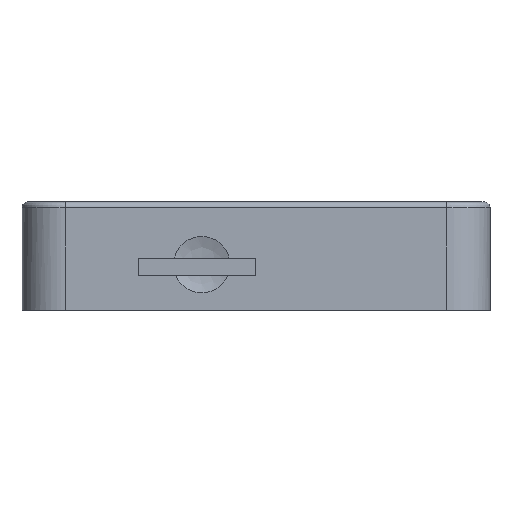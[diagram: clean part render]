
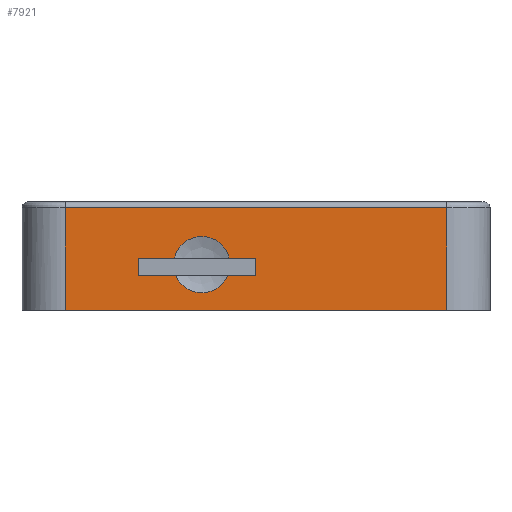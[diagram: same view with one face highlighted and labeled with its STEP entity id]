
A CAD part, front view. The second image highlights one B-rep face of the part: STEP entity #7921.
In plain terms, the highlighted planar face has unit normal (0, -1, 0).
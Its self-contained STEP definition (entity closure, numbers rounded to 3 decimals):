
#277=CIRCLE('',#8368,3.25);
#278=CIRCLE('',#8369,3.25);
#384=FACE_BOUND('',#1069,.T.);
#622=FACE_OUTER_BOUND('',#1068,.T.);
#1068=EDGE_LOOP('',(#6644,#6645,#6646,#6647));
#1069=EDGE_LOOP('',(#6648,#6649,#6650,#6651,#6652,#6653,#6654,#6655));
#1792=LINE('',#11552,#2750);
#2005=LINE('',#12547,#2963);
#2006=LINE('',#12548,#2964);
#2007=LINE('',#12549,#2965);
#2008=LINE('',#12552,#2966);
#2009=LINE('',#12554,#2967);
#2010=LINE('',#12556,#2968);
#2011=LINE('',#12560,#2969);
#2012=LINE('',#12562,#2970);
#2013=LINE('',#12564,#2971);
#2750=VECTOR('',#9427,10.);
#2963=VECTOR('',#9800,10.);
#2964=VECTOR('',#9801,10.);
#2965=VECTOR('',#9802,10.);
#2966=VECTOR('',#9803,10.);
#2967=VECTOR('',#9804,10.);
#2968=VECTOR('',#9805,10.);
#2969=VECTOR('',#9808,10.);
#2970=VECTOR('',#9809,10.);
#2971=VECTOR('',#9810,10.);
#3573=VERTEX_POINT('',#11504);
#3574=VERTEX_POINT('',#11551);
#3837=VERTEX_POINT('',#12545);
#3838=VERTEX_POINT('',#12546);
#3839=VERTEX_POINT('',#12550);
#3840=VERTEX_POINT('',#12551);
#3841=VERTEX_POINT('',#12553);
#3842=VERTEX_POINT('',#12555);
#3843=VERTEX_POINT('',#12557);
#3844=VERTEX_POINT('',#12559);
#3845=VERTEX_POINT('',#12561);
#3846=VERTEX_POINT('',#12563);
#4524=EDGE_CURVE('',#3574,#3573,#1792,.T.);
#4855=EDGE_CURVE('',#3837,#3838,#2005,.T.);
#4856=EDGE_CURVE('',#3574,#3837,#2006,.T.);
#4857=EDGE_CURVE('',#3838,#3573,#2007,.F.);
#4858=EDGE_CURVE('',#3839,#3840,#2008,.T.);
#4859=EDGE_CURVE('',#3840,#3841,#2009,.T.);
#4860=EDGE_CURVE('',#3841,#3842,#2010,.T.);
#4861=EDGE_CURVE('',#3842,#3843,#277,.T.);
#4862=EDGE_CURVE('',#3843,#3844,#2011,.T.);
#4863=EDGE_CURVE('',#3844,#3845,#2012,.T.);
#4864=EDGE_CURVE('',#3845,#3846,#2013,.T.);
#4865=EDGE_CURVE('',#3846,#3839,#278,.T.);
#6644=ORIENTED_EDGE('',*,*,#4855,.F.);
#6645=ORIENTED_EDGE('',*,*,#4856,.F.);
#6646=ORIENTED_EDGE('',*,*,#4524,.T.);
#6647=ORIENTED_EDGE('',*,*,#4857,.F.);
#6648=ORIENTED_EDGE('',*,*,#4858,.T.);
#6649=ORIENTED_EDGE('',*,*,#4859,.T.);
#6650=ORIENTED_EDGE('',*,*,#4860,.T.);
#6651=ORIENTED_EDGE('',*,*,#4861,.T.);
#6652=ORIENTED_EDGE('',*,*,#4862,.T.);
#6653=ORIENTED_EDGE('',*,*,#4863,.T.);
#6654=ORIENTED_EDGE('',*,*,#4864,.T.);
#6655=ORIENTED_EDGE('',*,*,#4865,.T.);
#7620=PLANE('',#8367);
#7921=ADVANCED_FACE('',(#622,#384),#7620,.T.);
#8367=AXIS2_PLACEMENT_3D('',#12544,#9798,#9799);
#8368=AXIS2_PLACEMENT_3D('',#12558,#9806,#9807);
#8369=AXIS2_PLACEMENT_3D('',#12565,#9811,#9812);
#9427=DIRECTION('',(1.,0.,0.));
#9798=DIRECTION('center_axis',(0.,-1.,0.));
#9799=DIRECTION('ref_axis',(1.,0.,0.));
#9800=DIRECTION('',(1.,0.,0.));
#9801=DIRECTION('',(0.,0.,1.));
#9802=DIRECTION('',(0.,0.,1.));
#9803=DIRECTION('',(-1.,0.,0.));
#9804=DIRECTION('',(0.,0.,1.));
#9805=DIRECTION('',(1.,0.,0.));
#9806=DIRECTION('center_axis',(0.,1.,0.));
#9807=DIRECTION('ref_axis',(0.,0.,1.));
#9808=DIRECTION('',(1.,0.,0.));
#9809=DIRECTION('',(0.,0.,-1.));
#9810=DIRECTION('',(-1.,0.,0.));
#9811=DIRECTION('center_axis',(0.,1.,0.));
#9812=DIRECTION('ref_axis',(0.,0.,1.));
#11504=CARTESIAN_POINT('',(49.005,-0.034,-0.035));
#11551=CARTESIAN_POINT('',(5.005,-0.034,-0.035));
#11552=CARTESIAN_POINT('',(80.598,-0.034,-0.035));
#12544=CARTESIAN_POINT('Origin',(54.005,-0.034,7.815));
#12545=CARTESIAN_POINT('',(5.005,-0.034,11.765));
#12546=CARTESIAN_POINT('',(49.005,-0.034,11.765));
#12547=CARTESIAN_POINT('',(80.598,-0.034,11.765));
#12548=CARTESIAN_POINT('',(5.005,-0.034,11.965));
#12549=CARTESIAN_POINT('',(49.005,-0.034,-0.485));
#12550=CARTESIAN_POINT('',(17.749,-0.034,3.965));
#12551=CARTESIAN_POINT('',(13.5,-0.034,3.965));
#12552=CARTESIAN_POINT('',(37.128,-0.034,3.965));
#12553=CARTESIAN_POINT('',(13.5,-0.034,5.96));
#12554=CARTESIAN_POINT('',(13.5,-0.034,6.14));
#12555=CARTESIAN_POINT('',(17.587,-0.034,5.96));
#12556=CARTESIAN_POINT('',(36.755,-0.034,5.96));
#12557=CARTESIAN_POINT('',(23.913,-0.034,5.96));
#12558=CARTESIAN_POINT('Origin',(20.75,-0.034,5.212));
#12559=CARTESIAN_POINT('',(27.,-0.034,5.96));
#12560=CARTESIAN_POINT('',(36.755,-0.034,5.96));
#12561=CARTESIAN_POINT('',(27.,-0.034,3.965));
#12562=CARTESIAN_POINT('',(27.,-0.034,6.14));
#12563=CARTESIAN_POINT('',(23.751,-0.034,3.965));
#12564=CARTESIAN_POINT('',(37.128,-0.034,3.965));
#12565=CARTESIAN_POINT('Origin',(20.75,-0.034,5.212));
